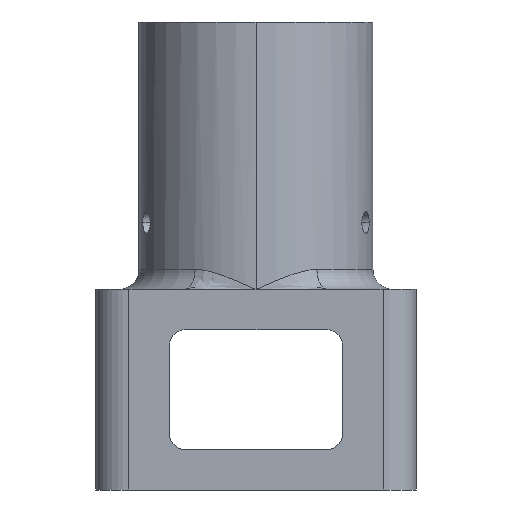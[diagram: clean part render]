
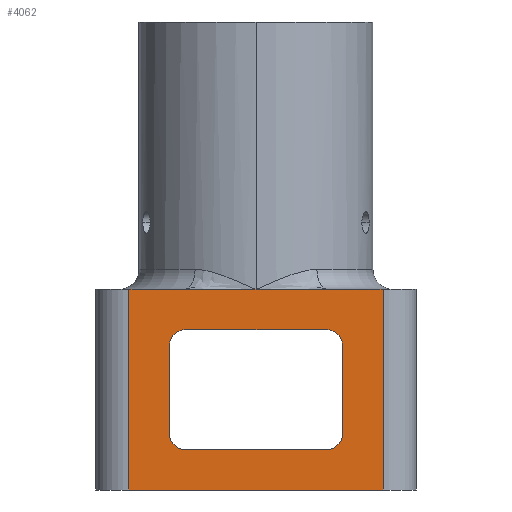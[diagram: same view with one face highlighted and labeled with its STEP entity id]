
A CAD part, left-side view. The second image highlights one B-rep face of the part: STEP entity #4062.
In plain terms, the highlighted planar face has unit normal (-1, 0, 0).
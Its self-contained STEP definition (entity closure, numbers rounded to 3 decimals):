
#12 = EDGE_CURVE ( 'NONE', #3432, #754, #2154, .T. ) ;
#37 = FACE_BOUND ( 'NONE', #2303, .T. ) ;
#53 = CIRCLE ( 'NONE', #2164, 2.5 ) ;
#95 = ORIENTED_EDGE ( 'NONE', *, *, #12, .T. ) ;
#111 = ORIENTED_EDGE ( 'NONE', *, *, #2839, .T. ) ;
#163 = EDGE_CURVE ( 'NONE', #3373, #754, #1467, .T. ) ;
#180 = VECTOR ( 'NONE', #2697, 1000. ) ;
#229 = CARTESIAN_POINT ( 'NONE',  ( -17.5, -10.677, 30. ) ) ;
#246 = VERTEX_POINT ( 'NONE', #2443 ) ;
#264 = CARTESIAN_POINT ( 'NONE',  ( -17.5, -10.5, 6. ) ) ;
#283 = VECTOR ( 'NONE', #3214, 1000. ) ;
#285 = VECTOR ( 'NONE', #1340, 1000. ) ;
#287 = LINE ( 'NONE', #4152, #3783 ) ;
#358 = EDGE_CURVE ( 'NONE', #3029, #563, #3021, .T. ) ;
#382 = EDGE_CURVE ( 'NONE', #3029, #3641, #4284, .T. ) ;
#420 = VERTEX_POINT ( 'NONE', #3729 ) ;
#563 = VERTEX_POINT ( 'NONE', #3933 ) ;
#624 = CARTESIAN_POINT ( 'NONE',  ( -17.5, 19., 30. ) ) ;
#630 = VECTOR ( 'NONE', #3754, 1000. ) ;
#699 = CARTESIAN_POINT ( 'NONE',  ( -17.5, -10.5, 8.5 ) ) ;
#754 = VERTEX_POINT ( 'NONE', #1719 ) ;
#829 = VECTOR ( 'NONE', #2568, 1000. ) ;
#834 = AXIS2_PLACEMENT_3D ( 'NONE', #699, #1740, #1757 ) ;
#868 = CARTESIAN_POINT ( 'NONE',  ( -17.5, 13., 6. ) ) ;
#875 = VECTOR ( 'NONE', #3862, 1000. ) ;
#885 = VECTOR ( 'NONE', #1798, 1000. ) ;
#892 = DIRECTION ( 'NONE',  ( 0., 1., 0. ) ) ;
#898 = CIRCLE ( 'NONE', #834, 2.5 ) ;
#935 = CARTESIAN_POINT ( 'NONE',  ( -17.5, 0., 30. ) ) ;
#1024 = DIRECTION ( 'NONE',  ( 0., 0., -1. ) ) ;
#1059 = CARTESIAN_POINT ( 'NONE',  ( -17.5, 24., 0. ) ) ;
#1172 = CARTESIAN_POINT ( 'NONE',  ( -17.5, -13., 6. ) ) ;
#1232 = CARTESIAN_POINT ( 'NONE',  ( -17.5, 13., 21.5 ) ) ;
#1337 = VERTEX_POINT ( 'NONE', #264 ) ;
#1340 = DIRECTION ( 'NONE',  ( 0., 0., -1. ) ) ;
#1367 = CARTESIAN_POINT ( 'NONE',  ( -17.5, -13., 21.5 ) ) ;
#1395 = CARTESIAN_POINT ( 'NONE',  ( -17.5, 24., 30. ) ) ;
#1418 = EDGE_CURVE ( 'NONE', #420, #1426, #4240, .T. ) ;
#1426 = VERTEX_POINT ( 'NONE', #2364 ) ;
#1467 = LINE ( 'NONE', #3362, #285 ) ;
#1515 = EDGE_CURVE ( 'NONE', #1716, #2166, #287, .T. ) ;
#1560 = AXIS2_PLACEMENT_3D ( 'NONE', #3820, #3838, #1817 ) ;
#1588 = ORIENTED_EDGE ( 'NONE', *, *, #2858, .F. ) ;
#1628 = EDGE_CURVE ( 'NONE', #3004, #4324, #3731, .T. ) ;
#1635 = CARTESIAN_POINT ( 'NONE',  ( -17.5, -10.5, 24. ) ) ;
#1655 = EDGE_CURVE ( 'NONE', #3432, #1337, #2628, .T. ) ;
#1686 = LINE ( 'NONE', #1059, #885 ) ;
#1716 = VERTEX_POINT ( 'NONE', #1635 ) ;
#1719 = CARTESIAN_POINT ( 'NONE',  ( -17.5, 13., 8.5 ) ) ;
#1740 = DIRECTION ( 'NONE',  ( 1., 0., 0. ) ) ;
#1754 = LINE ( 'NONE', #1395, #3752 ) ;
#1757 = DIRECTION ( 'NONE',  ( 0., 1., 0. ) ) ;
#1798 = DIRECTION ( 'NONE',  ( 0., -1., 0. ) ) ;
#1817 = DIRECTION ( 'NONE',  ( 0., 1., 0. ) ) ;
#1842 = ORIENTED_EDGE ( 'NONE', *, *, #2106, .T. ) ;
#1916 = DIRECTION ( 'NONE',  ( 1., 0., 0. ) ) ;
#1918 = EDGE_CURVE ( 'NONE', #3373, #2166, #2131, .T. ) ;
#1977 = LINE ( 'NONE', #1172, #283 ) ;
#2091 = ORIENTED_EDGE ( 'NONE', *, *, #2473, .F. ) ;
#2106 = EDGE_CURVE ( 'NONE', #3641, #420, #1686, .T. ) ;
#2112 = DIRECTION ( 'NONE',  ( 0., -1., 0. ) ) ;
#2131 = CIRCLE ( 'NONE', #1560, 2.5 ) ;
#2154 = CIRCLE ( 'NONE', #2665, 2.5 ) ;
#2164 = AXIS2_PLACEMENT_3D ( 'NONE', #2573, #2614, #892 ) ;
#2166 = VERTEX_POINT ( 'NONE', #3657 ) ;
#2211 = ORIENTED_EDGE ( 'NONE', *, *, #1655, .F. ) ;
#2226 = FACE_OUTER_BOUND ( 'NONE', #3058, .T. ) ;
#2258 = VERTEX_POINT ( 'NONE', #1367 ) ;
#2290 = ORIENTED_EDGE ( 'NONE', *, *, #1418, .T. ) ;
#2303 = EDGE_LOOP ( 'NONE', ( #2553, #4403, #4095, #3387, #2091, #111, #2211, #95 ) ) ;
#2312 = CARTESIAN_POINT ( 'NONE',  ( -17.5, 19., 30. ) ) ;
#2364 = CARTESIAN_POINT ( 'NONE',  ( -17.5, -19., 30. ) ) ;
#2397 = CARTESIAN_POINT ( 'NONE',  ( -17.5, 24., 30. ) ) ;
#2422 = VECTOR ( 'NONE', #1024, 1000. ) ;
#2443 = CARTESIAN_POINT ( 'NONE',  ( -17.5, -13., 8.5 ) ) ;
#2473 = EDGE_CURVE ( 'NONE', #246, #2258, #1977, .T. ) ;
#2553 = ORIENTED_EDGE ( 'NONE', *, *, #163, .F. ) ;
#2568 = DIRECTION ( 'NONE',  ( 0., -1., 0. ) ) ;
#2573 = CARTESIAN_POINT ( 'NONE',  ( -17.5, -10.5, 21.5 ) ) ;
#2614 = DIRECTION ( 'NONE',  ( 1., 0., 0. ) ) ;
#2624 = ORIENTED_EDGE ( 'NONE', *, *, #358, .F. ) ;
#2628 = LINE ( 'NONE', #868, #829 ) ;
#2665 = AXIS2_PLACEMENT_3D ( 'NONE', #2739, #2711, #3719 ) ;
#2697 = DIRECTION ( 'NONE',  ( 0., 0., 1. ) ) ;
#2711 = DIRECTION ( 'NONE',  ( 1., 0., 0. ) ) ;
#2739 = CARTESIAN_POINT ( 'NONE',  ( -17.5, 10.5, 8.5 ) ) ;
#2839 = EDGE_CURVE ( 'NONE', #246, #1337, #898, .T. ) ;
#2858 = EDGE_CURVE ( 'NONE', #563, #3004, #4367, .T. ) ;
#2867 = EDGE_CURVE ( 'NONE', #4324, #1426, #1754, .T. ) ;
#2900 = ORIENTED_EDGE ( 'NONE', *, *, #2867, .F. ) ;
#3004 = VERTEX_POINT ( 'NONE', #935 ) ;
#3021 = LINE ( 'NONE', #3121, #3896 ) ;
#3029 = VERTEX_POINT ( 'NONE', #624 ) ;
#3058 = EDGE_LOOP ( 'NONE', ( #1842, #2290, #2900, #3404, #1588, #2624, #3876 ) ) ;
#3121 = CARTESIAN_POINT ( 'NONE',  ( -17.5, 24., 30. ) ) ;
#3170 = AXIS2_PLACEMENT_3D ( 'NONE', #3258, #1916, #3280 ) ;
#3214 = DIRECTION ( 'NONE',  ( 0., 0., 1. ) ) ;
#3258 = CARTESIAN_POINT ( 'NONE',  ( -17.5, 24., 30. ) ) ;
#3280 = DIRECTION ( 'NONE',  ( 0., 1., 0. ) ) ;
#3362 = CARTESIAN_POINT ( 'NONE',  ( -17.5, 13., 24. ) ) ;
#3373 = VERTEX_POINT ( 'NONE', #1232 ) ;
#3387 = ORIENTED_EDGE ( 'NONE', *, *, #4330, .T. ) ;
#3404 = ORIENTED_EDGE ( 'NONE', *, *, #1628, .F. ) ;
#3432 = VERTEX_POINT ( 'NONE', #3564 ) ;
#3491 = CARTESIAN_POINT ( 'NONE',  ( -17.5, 19., 0. ) ) ;
#3523 = CARTESIAN_POINT ( 'NONE',  ( -17.5, 24., 30. ) ) ;
#3564 = CARTESIAN_POINT ( 'NONE',  ( -17.5, 10.5, 6. ) ) ;
#3609 = PLANE ( 'NONE',  #3170 ) ;
#3641 = VERTEX_POINT ( 'NONE', #3491 ) ;
#3657 = CARTESIAN_POINT ( 'NONE',  ( -17.5, 10.5, 24. ) ) ;
#3719 = DIRECTION ( 'NONE',  ( 0., 1., 0. ) ) ;
#3725 = DIRECTION ( 'NONE',  ( 0., 1., 0. ) ) ;
#3729 = CARTESIAN_POINT ( 'NONE',  ( -17.5, -19., 0. ) ) ;
#3731 = LINE ( 'NONE', #3523, #875 ) ;
#3752 = VECTOR ( 'NONE', #4113, 1000. ) ;
#3754 = DIRECTION ( 'NONE',  ( 0., -1., 0. ) ) ;
#3783 = VECTOR ( 'NONE', #3725, 1000. ) ;
#3820 = CARTESIAN_POINT ( 'NONE',  ( -17.5, 10.5, 21.5 ) ) ;
#3838 = DIRECTION ( 'NONE',  ( 1., 0., 0. ) ) ;
#3862 = DIRECTION ( 'NONE',  ( 0., -1., 0. ) ) ;
#3876 = ORIENTED_EDGE ( 'NONE', *, *, #382, .T. ) ;
#3896 = VECTOR ( 'NONE', #2112, 1000. ) ;
#3933 = CARTESIAN_POINT ( 'NONE',  ( -17.5, 10.677, 30. ) ) ;
#4062 = ADVANCED_FACE ( 'NONE', ( #37, #2226 ), #3609, .F. ) ;
#4095 = ORIENTED_EDGE ( 'NONE', *, *, #1515, .F. ) ;
#4113 = DIRECTION ( 'NONE',  ( 0., -1., 0. ) ) ;
#4152 = CARTESIAN_POINT ( 'NONE',  ( -17.5, 0., 24. ) ) ;
#4240 = LINE ( 'NONE', #4423, #180 ) ;
#4284 = LINE ( 'NONE', #2312, #2422 ) ;
#4324 = VERTEX_POINT ( 'NONE', #229 ) ;
#4330 = EDGE_CURVE ( 'NONE', #1716, #2258, #53, .T. ) ;
#4367 = LINE ( 'NONE', #2397, #630 ) ;
#4403 = ORIENTED_EDGE ( 'NONE', *, *, #1918, .T. ) ;
#4423 = CARTESIAN_POINT ( 'NONE',  ( -17.5, -19., 30. ) ) ;
